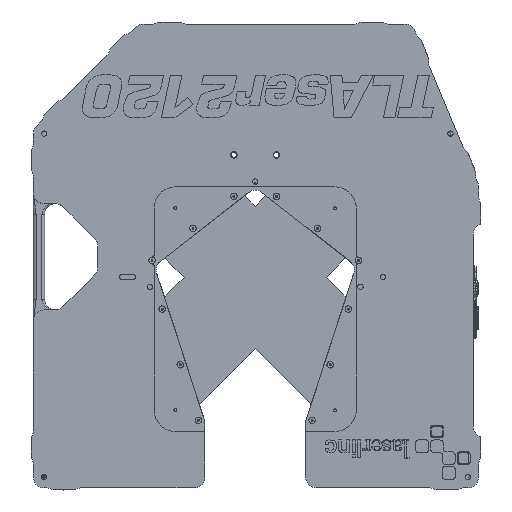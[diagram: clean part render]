
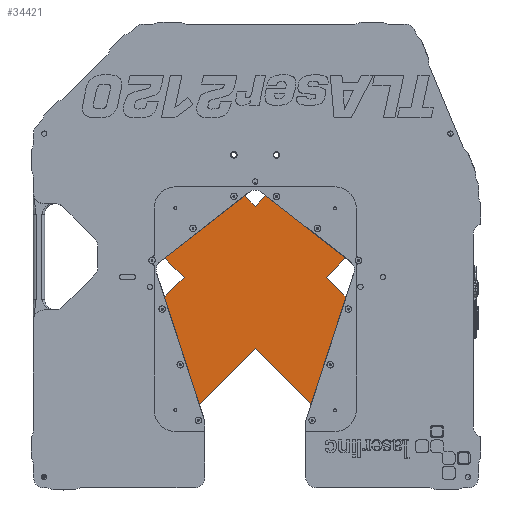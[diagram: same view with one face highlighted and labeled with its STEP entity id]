
A CAD part, front view. The second image highlights one B-rep face of the part: STEP entity #34421.
In plain terms, the highlighted planar face has unit normal (0, -1, 0).
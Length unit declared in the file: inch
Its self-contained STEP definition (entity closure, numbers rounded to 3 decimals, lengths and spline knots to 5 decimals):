
#787 = DIRECTION ( 'NONE',  ( 0.707, 0., -0.707 ) ) ;
#996 = VERTEX_POINT ( 'NONE', #28846 ) ;
#2515 = CARTESIAN_POINT ( 'NONE',  ( 0., -0.0025, -3.34066 ) ) ;
#4279 = DIRECTION ( 'NONE',  ( -0.309, 0., -0.951 ) ) ;
#5722 = DIRECTION ( 'NONE',  ( 0.788, 0., -0.616 ) ) ;
#6568 = VECTOR ( 'NONE', #62652, 39.37008 ) ;
#7771 = FACE_OUTER_BOUND ( 'NONE', #111547, .T. ) ;
#7879 = VERTEX_POINT ( 'NONE', #40437 ) ;
#8699 = DIRECTION ( 'NONE',  ( -0.707, 0., 0.707 ) ) ;
#10669 = LINE ( 'NONE', #2515, #55688 ) ;
#11929 = VECTOR ( 'NONE', #24337, 39.37008 ) ;
#13444 = VECTOR ( 'NONE', #5722, 39.37008 ) ;
#13582 = VECTOR ( 'NONE', #8699, 39.37008 ) ;
#13800 = CARTESIAN_POINT ( 'NONE',  ( 4.31989, -0.0025, -0.97923 ) ) ;
#15283 = VERTEX_POINT ( 'NONE', #116010 ) ;
#15380 = CARTESIAN_POINT ( 'NONE',  ( 3.34066, -0.0025, 0. ) ) ;
#16548 = LINE ( 'NONE', #13800, #85673 ) ;
#19051 = DIRECTION ( 'NONE',  ( 0.707, 0., 0.707 ) ) ;
#19435 = LINE ( 'NONE', #28062, #91424 ) ;
#20228 = ORIENTED_EDGE ( 'NONE', *, *, #44142, .F. ) ;
#21104 = VECTOR ( 'NONE', #62775, 39.37008 ) ;
#21319 = CARTESIAN_POINT ( 'NONE',  ( -2.68138, -0.0025, -6.02204 ) ) ;
#23081 = CARTESIAN_POINT ( 'NONE',  ( -4.29752, -0.0025, 0.95686 ) ) ;
#24337 = DIRECTION ( 'NONE',  ( 0.707, 0., -0.707 ) ) ;
#24661 = VERTEX_POINT ( 'NONE', #48317 ) ;
#25733 = VERTEX_POINT ( 'NONE', #67443 ) ;
#26572 = CARTESIAN_POINT ( 'NONE',  ( 2.68138, -0.0025, -6.02204 ) ) ;
#27213 = PLANE ( 'NONE',  #113783 ) ;
#27497 = EDGE_CURVE ( 'NONE', #80064, #103112, #116454, .T. ) ;
#28062 = CARTESIAN_POINT ( 'NONE',  ( -4.29752, -0.0025, 0.95686 ) ) ;
#28692 = DIRECTION ( 'NONE',  ( -0.707, 0., -0.707 ) ) ;
#28846 = CARTESIAN_POINT ( 'NONE',  ( 4.31989, -0.0025, -0.97923 ) ) ;
#29703 = VECTOR ( 'NONE', #19051, 39.37008 ) ;
#32136 = VERTEX_POINT ( 'NONE', #23081 ) ;
#33004 = LINE ( 'NONE', #15380, #11929 ) ;
#34421 = ADVANCED_FACE ( 'NONE', ( #7771 ), #27213, .T. ) ;
#37135 = DIRECTION ( 'NONE',  ( 0.788, 0., 0.616 ) ) ;
#37320 = LINE ( 'NONE', #113757, #13444 ) ;
#40437 = CARTESIAN_POINT ( 'NONE',  ( 0., -0.0025, -3.34066 ) ) ;
#44142 = EDGE_CURVE ( 'NONE', #103112, #996, #33004, .T. ) ;
#45345 = DIRECTION ( 'NONE',  ( 0., -1., 0. ) ) ;
#48317 = CARTESIAN_POINT ( 'NONE',  ( -3.34066, -0.0025, 0. ) ) ;
#49010 = ORIENTED_EDGE ( 'NONE', *, *, #116789, .F. ) ;
#52253 = LINE ( 'NONE', #99744, #76330 ) ;
#53887 = CARTESIAN_POINT ( 'NONE',  ( 2.68138, -0.0025, -6.02204 ) ) ;
#53910 = CARTESIAN_POINT ( 'NONE',  ( -4.31989, -0.0025, -0.97923 ) ) ;
#54415 = LINE ( 'NONE', #53910, #6568 ) ;
#54436 = CARTESIAN_POINT ( 'NONE',  ( -3.34066, -0.0025, 0. ) ) ;
#55003 = ORIENTED_EDGE ( 'NONE', *, *, #112203, .F. ) ;
#55563 = LINE ( 'NONE', #21319, #103691 ) ;
#55688 = VECTOR ( 'NONE', #92854, 39.37008 ) ;
#56327 = LINE ( 'NONE', #54436, #21104 ) ;
#58473 = EDGE_CURVE ( 'NONE', #7879, #67198, #10669, .T. ) ;
#58750 = ORIENTED_EDGE ( 'NONE', *, *, #95667, .F. ) ;
#59076 = VERTEX_POINT ( 'NONE', #93872 ) ;
#60004 = EDGE_CURVE ( 'NONE', #32136, #59076, #19435, .T. ) ;
#61440 = LINE ( 'NONE', #53887, #13582 ) ;
#62652 = DIRECTION ( 'NONE',  ( 0.707, 0., 0.707 ) ) ;
#62775 = DIRECTION ( 'NONE',  ( -0.707, 0., 0.707 ) ) ;
#62847 = ORIENTED_EDGE ( 'NONE', *, *, #91292, .F. ) ;
#63543 = ORIENTED_EDGE ( 'NONE', *, *, #27497, .F. ) ;
#65443 = EDGE_CURVE ( 'NONE', #996, #96730, #16548, .T. ) ;
#66398 = LINE ( 'NONE', #73016, #29703 ) ;
#67198 = VERTEX_POINT ( 'NONE', #67725 ) ;
#67443 = CARTESIAN_POINT ( 'NONE',  ( -4.31989, -0.0025, -0.97923 ) ) ;
#67725 = CARTESIAN_POINT ( 'NONE',  ( -2.68138, -0.0025, -6.02204 ) ) ;
#68211 = CARTESIAN_POINT ( 'NONE',  ( 0., -0.0025, 3.34066 ) ) ;
#71773 = ORIENTED_EDGE ( 'NONE', *, *, #115231, .F. ) ;
#73016 = CARTESIAN_POINT ( 'NONE',  ( 0., -0.0025, 3.34066 ) ) ;
#73600 = ORIENTED_EDGE ( 'NONE', *, *, #76812, .F. ) ;
#76330 = VECTOR ( 'NONE', #787, 39.37008 ) ;
#76812 = EDGE_CURVE ( 'NONE', #67198, #25733, #55563, .T. ) ;
#78865 = ORIENTED_EDGE ( 'NONE', *, *, #58473, .F. ) ;
#80064 = VERTEX_POINT ( 'NONE', #99448 ) ;
#80325 = ORIENTED_EDGE ( 'NONE', *, *, #106367, .F. ) ;
#80932 = CARTESIAN_POINT ( 'NONE',  ( 0., -0.0025, 0. ) ) ;
#83339 = ORIENTED_EDGE ( 'NONE', *, *, #60004, .F. ) ;
#84427 = DIRECTION ( 'NONE',  ( -0.309, 0., 0.951 ) ) ;
#85398 = ORIENTED_EDGE ( 'NONE', *, *, #65443, .F. ) ;
#85673 = VECTOR ( 'NONE', #4279, 39.37008 ) ;
#86058 = VERTEX_POINT ( 'NONE', #68211 ) ;
#91292 = EDGE_CURVE ( 'NONE', #24661, #32136, #56327, .T. ) ;
#91424 = VECTOR ( 'NONE', #37135, 39.37008 ) ;
#91918 = CARTESIAN_POINT ( 'NONE',  ( 4.253, -0.0025, 0.91234 ) ) ;
#92452 = VECTOR ( 'NONE', #28692, 39.37008 ) ;
#92854 = DIRECTION ( 'NONE',  ( -0.707, 0., -0.707 ) ) ;
#93872 = CARTESIAN_POINT ( 'NONE',  ( -0.54668, -0.0025, 3.88734 ) ) ;
#95667 = EDGE_CURVE ( 'NONE', #86058, #15283, #66398, .T. ) ;
#96730 = VERTEX_POINT ( 'NONE', #26572 ) ;
#99448 = CARTESIAN_POINT ( 'NONE',  ( 4.253, -0.0025, 0.91234 ) ) ;
#99744 = CARTESIAN_POINT ( 'NONE',  ( -0.54668, -0.0025, 3.88734 ) ) ;
#102680 = CARTESIAN_POINT ( 'NONE',  ( 3.34066, -0.0025, 0. ) ) ;
#103112 = VERTEX_POINT ( 'NONE', #102680 ) ;
#103691 = VECTOR ( 'NONE', #84427, 39.37008 ) ;
#106367 = EDGE_CURVE ( 'NONE', #15283, #80064, #37320, .T. ) ;
#108531 = DIRECTION ( 'NONE',  ( 0., 0., -1. ) ) ;
#111547 = EDGE_LOOP ( 'NONE', ( #85398, #20228, #63543, #80325, #58750, #55003, #83339, #62847, #49010, #73600, #78865, #71773 ) ) ;
#112203 = EDGE_CURVE ( 'NONE', #59076, #86058, #52253, .T. ) ;
#113757 = CARTESIAN_POINT ( 'NONE',  ( 0.50216, -0.0025, 3.84282 ) ) ;
#113783 = AXIS2_PLACEMENT_3D ( 'NONE', #80932, #45345, #108531 ) ;
#115231 = EDGE_CURVE ( 'NONE', #96730, #7879, #61440, .T. ) ;
#116010 = CARTESIAN_POINT ( 'NONE',  ( 0.50216, -0.0025, 3.84282 ) ) ;
#116454 = LINE ( 'NONE', #91918, #92452 ) ;
#116789 = EDGE_CURVE ( 'NONE', #25733, #24661, #54415, .T. ) ;
